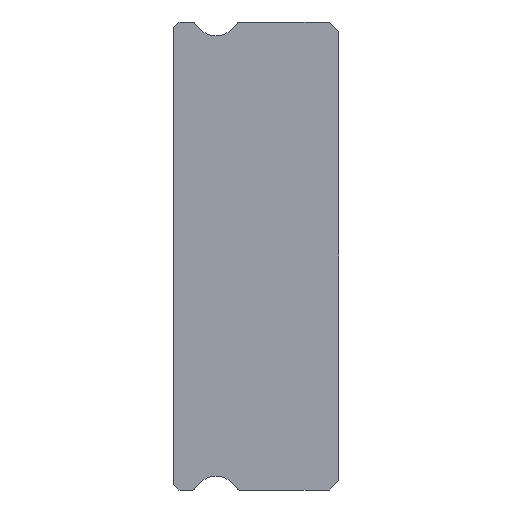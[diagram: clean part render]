
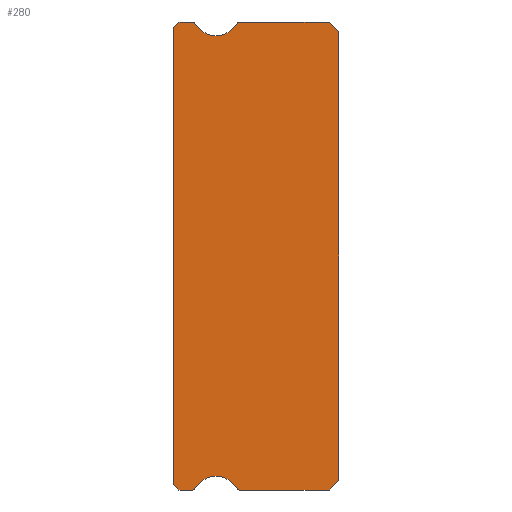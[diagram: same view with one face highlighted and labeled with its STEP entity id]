
A CAD part, left-side view. The second image highlights one B-rep face of the part: STEP entity #280.
In plain terms, the highlighted planar face has unit normal (-1, 0, 0).
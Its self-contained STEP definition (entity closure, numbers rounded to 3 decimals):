
#9 = ORIENTED_EDGE ( 'NONE', *, *, #1113, .F. ) ;
#32 = ORIENTED_EDGE ( 'NONE', *, *, #766, .F. ) ;
#36 = DIRECTION ( 'NONE',  ( 0., 0., -1. ) ) ;
#37 = LINE ( 'NONE', #163, #1777 ) ;
#65 = DIRECTION ( 'NONE',  ( 0., 0., 1. ) ) ;
#76 = CARTESIAN_POINT ( 'NONE',  ( -10., 0., 11.5 ) ) ;
#81 = CARTESIAN_POINT ( 'NONE',  ( -10., 5.217, 11.925 ) ) ;
#91 = CARTESIAN_POINT ( 'NONE',  ( -10., 8.5, 11.7 ) ) ;
#115 = VECTOR ( 'NONE', #1332, 1000. ) ;
#122 = CARTESIAN_POINT ( 'NONE',  ( -10., 5.088, -12. ) ) ;
#150 = ORIENTED_EDGE ( 'NONE', *, *, #1398, .F. ) ;
#163 = CARTESIAN_POINT ( 'NONE',  ( -10., 8.2, 12. ) ) ;
#176 = AXIS2_PLACEMENT_3D ( 'NONE', #1772, #1497, #36 ) ;
#183 = ORIENTED_EDGE ( 'NONE', *, *, #425, .F. ) ;
#185 = CARTESIAN_POINT ( 'NONE',  ( -10., 5.217, -11.925 ) ) ;
#188 = ORIENTED_EDGE ( 'NONE', *, *, #1535, .F. ) ;
#189 = LINE ( 'NONE', #748, #115 ) ;
#209 = CARTESIAN_POINT ( 'NONE',  ( -10., 7.383, 11.925 ) ) ;
#248 = VERTEX_POINT ( 'NONE', #795 ) ;
#264 = LINE ( 'NONE', #1302, #1226 ) ;
#271 = LINE ( 'NONE', #698, #1690 ) ;
#280 = ADVANCED_FACE ( 'NONE', ( #1029 ), #1134, .F. ) ;
#281 = DIRECTION ( 'NONE',  ( 0., 0., -1. ) ) ;
#286 = LINE ( 'NONE', #1913, #1015 ) ;
#309 = CARTESIAN_POINT ( 'NONE',  ( -10., 8.2, -12. ) ) ;
#310 = EDGE_CURVE ( 'NONE', #1528, #1434, #271, .T. ) ;
#312 = DIRECTION ( 'NONE',  ( 0., 0., -1. ) ) ;
#326 = DIRECTION ( 'NONE',  ( 1., 0., 0. ) ) ;
#330 = EDGE_CURVE ( 'NONE', #1146, #914, #361, .T. ) ;
#335 = CARTESIAN_POINT ( 'NONE',  ( -10., 7.383, -11.925 ) ) ;
#361 = CIRCLE ( 'NONE', #1439, 0.15 ) ;
#379 = ORIENTED_EDGE ( 'NONE', *, *, #503, .F. ) ;
#385 = LINE ( 'NONE', #961, #1856 ) ;
#386 = VECTOR ( 'NONE', #1344, 1000. ) ;
#425 = EDGE_CURVE ( 'NONE', #921, #605, #755, .T. ) ;
#438 = CARTESIAN_POINT ( 'NONE',  ( -10., 8.5, 11.85 ) ) ;
#452 = DIRECTION ( 'NONE',  ( 0., 0., -1. ) ) ;
#457 = DIRECTION ( 'NONE',  ( 1., 0., 0. ) ) ;
#467 = VERTEX_POINT ( 'NONE', #81 ) ;
#498 = LINE ( 'NONE', #76, #797 ) ;
#503 = EDGE_CURVE ( 'NONE', #744, #779, #527, .T. ) ;
#522 = ORIENTED_EDGE ( 'NONE', *, *, #1386, .T. ) ;
#525 = AXIS2_PLACEMENT_3D ( 'NONE', #1292, #1581, #1869 ) ;
#527 = CIRCLE ( 'NONE', #525, 1.25 ) ;
#605 = VERTEX_POINT ( 'NONE', #91 ) ;
#629 = CARTESIAN_POINT ( 'NONE',  ( -10., 0.5, -12. ) ) ;
#639 = LINE ( 'NONE', #936, #1343 ) ;
#640 = CARTESIAN_POINT ( 'NONE',  ( -10., 7.512, -12. ) ) ;
#676 = DIRECTION ( 'NONE',  ( 0., 0., -1. ) ) ;
#677 = ORIENTED_EDGE ( 'NONE', *, *, #913, .T. ) ;
#693 = EDGE_CURVE ( 'NONE', #1164, #1729, #639, .T. ) ;
#698 = CARTESIAN_POINT ( 'NONE',  ( -10., 7.512, 12. ) ) ;
#734 = VERTEX_POINT ( 'NONE', #924 ) ;
#741 = DIRECTION ( 'NONE',  ( 0., 0.707, -0.707 ) ) ;
#744 = VERTEX_POINT ( 'NONE', #185 ) ;
#748 = CARTESIAN_POINT ( 'NONE',  ( -10., 8.2, -12. ) ) ;
#755 = LINE ( 'NONE', #438, #974 ) ;
#761 = CARTESIAN_POINT ( 'NONE',  ( -10., 0.5, 12. ) ) ;
#766 = EDGE_CURVE ( 'NONE', #467, #1528, #767, .T. ) ;
#767 = CIRCLE ( 'NONE', #1311, 0.15 ) ;
#770 = CARTESIAN_POINT ( 'NONE',  ( -10., 5.088, 11.85 ) ) ;
#771 = CIRCLE ( 'NONE', #1837, 1.25 ) ;
#779 = VERTEX_POINT ( 'NONE', #335 ) ;
#795 = CARTESIAN_POINT ( 'NONE',  ( -10., 0., -11.5 ) ) ;
#797 = VECTOR ( 'NONE', #65, 1000. ) ;
#800 = CARTESIAN_POINT ( 'NONE',  ( -10., 7.512, -11.85 ) ) ;
#836 = DIRECTION ( 'NONE',  ( 0., 0., -1. ) ) ;
#840 = EDGE_CURVE ( 'NONE', #1127, #1455, #385, .T. ) ;
#845 = EDGE_LOOP ( 'NONE', ( #183, #1615, #1700, #9, #379, #188, #1178, #1340, #677, #150, #1776, #32, #1894, #1170, #1306, #522, #1877 ) ) ;
#913 = EDGE_CURVE ( 'NONE', #248, #1294, #498, .T. ) ;
#914 = VERTEX_POINT ( 'NONE', #209 ) ;
#921 = VERTEX_POINT ( 'NONE', #1686 ) ;
#924 = CARTESIAN_POINT ( 'NONE',  ( -10., 6.3, 11.3 ) ) ;
#928 = CARTESIAN_POINT ( 'NONE',  ( -10., 6.3, 12.55 ) ) ;
#936 = CARTESIAN_POINT ( 'NONE',  ( -10., 7.512, -12. ) ) ;
#959 = VERTEX_POINT ( 'NONE', #1901 ) ;
#961 = CARTESIAN_POINT ( 'NONE',  ( -10., 7.512, -12. ) ) ;
#967 = DIRECTION ( 'NONE',  ( 0., -1., 0. ) ) ;
#974 = VECTOR ( 'NONE', #1037, 1000. ) ;
#987 = EDGE_CURVE ( 'NONE', #248, #1164, #286, .T. ) ;
#1015 = VECTOR ( 'NONE', #741, 1000. ) ;
#1019 = AXIS2_PLACEMENT_3D ( 'NONE', #1403, #1240, #676 ) ;
#1029 = FACE_OUTER_BOUND ( 'NONE', #845, .T. ) ;
#1036 = EDGE_CURVE ( 'NONE', #959, #605, #264, .T. ) ;
#1037 = DIRECTION ( 'NONE',  ( 0., 0., 1. ) ) ;
#1081 = CARTESIAN_POINT ( 'NONE',  ( -10., 7.512, 12. ) ) ;
#1112 = DIRECTION ( 'NONE',  ( 0., 0., -1. ) ) ;
#1113 = EDGE_CURVE ( 'NONE', #779, #1455, #1163, .T. ) ;
#1127 = VERTEX_POINT ( 'NONE', #309 ) ;
#1132 = EDGE_CURVE ( 'NONE', #734, #467, #1836, .T. ) ;
#1134 = PLANE ( 'NONE',  #1508 ) ;
#1146 = VERTEX_POINT ( 'NONE', #1081 ) ;
#1163 = CIRCLE ( 'NONE', #1436, 0.15 ) ;
#1164 = VERTEX_POINT ( 'NONE', #629 ) ;
#1170 = ORIENTED_EDGE ( 'NONE', *, *, #1524, .F. ) ;
#1178 = ORIENTED_EDGE ( 'NONE', *, *, #693, .F. ) ;
#1218 = DIRECTION ( 'NONE',  ( 0., 1., 0. ) ) ;
#1226 = VECTOR ( 'NONE', #1623, 1000. ) ;
#1240 = DIRECTION ( 'NONE',  ( 1., 0., 0. ) ) ;
#1292 = CARTESIAN_POINT ( 'NONE',  ( -10., 6.3, -12.55 ) ) ;
#1294 = VERTEX_POINT ( 'NONE', #1457 ) ;
#1302 = CARTESIAN_POINT ( 'NONE',  ( -10., 8.5, 11.7 ) ) ;
#1306 = ORIENTED_EDGE ( 'NONE', *, *, #330, .F. ) ;
#1311 = AXIS2_PLACEMENT_3D ( 'NONE', #770, #326, #452 ) ;
#1332 = DIRECTION ( 'NONE',  ( 0., -0.707, -0.707 ) ) ;
#1340 = ORIENTED_EDGE ( 'NONE', *, *, #987, .F. ) ;
#1343 = VECTOR ( 'NONE', #1673, 1000. ) ;
#1344 = DIRECTION ( 'NONE',  ( 0., -0.707, -0.707 ) ) ;
#1386 = EDGE_CURVE ( 'NONE', #1146, #959, #37, .T. ) ;
#1398 = EDGE_CURVE ( 'NONE', #1434, #1294, #1509, .T. ) ;
#1403 = CARTESIAN_POINT ( 'NONE',  ( -10., 5.088, -11.85 ) ) ;
#1428 = DIRECTION ( 'NONE',  ( 1., 0., 0. ) ) ;
#1434 = VERTEX_POINT ( 'NONE', #1479 ) ;
#1436 = AXIS2_PLACEMENT_3D ( 'NONE', #800, #457, #312 ) ;
#1439 = AXIS2_PLACEMENT_3D ( 'NONE', #1750, #1428, #836 ) ;
#1455 = VERTEX_POINT ( 'NONE', #640 ) ;
#1457 = CARTESIAN_POINT ( 'NONE',  ( -10., 0., 11.5 ) ) ;
#1479 = CARTESIAN_POINT ( 'NONE',  ( -10., 0.5, 12. ) ) ;
#1497 = DIRECTION ( 'NONE',  ( -1., 0., 0. ) ) ;
#1503 = CIRCLE ( 'NONE', #1019, 0.15 ) ;
#1508 = AXIS2_PLACEMENT_3D ( 'NONE', #1610, #1573, #281 ) ;
#1509 = LINE ( 'NONE', #761, #386 ) ;
#1524 = EDGE_CURVE ( 'NONE', #914, #734, #771, .T. ) ;
#1528 = VERTEX_POINT ( 'NONE', #1534 ) ;
#1534 = CARTESIAN_POINT ( 'NONE',  ( -10., 5.088, 12. ) ) ;
#1535 = EDGE_CURVE ( 'NONE', #1729, #744, #1503, .T. ) ;
#1573 = DIRECTION ( 'NONE',  ( 1., 0., 0. ) ) ;
#1581 = DIRECTION ( 'NONE',  ( -1., 0., 0. ) ) ;
#1610 = CARTESIAN_POINT ( 'NONE',  ( -10., 7.512, 11.85 ) ) ;
#1615 = ORIENTED_EDGE ( 'NONE', *, *, #1840, .T. ) ;
#1623 = DIRECTION ( 'NONE',  ( 0., 0.707, -0.707 ) ) ;
#1636 = DIRECTION ( 'NONE',  ( -1., 0., 0. ) ) ;
#1673 = DIRECTION ( 'NONE',  ( 0., 1., 0. ) ) ;
#1686 = CARTESIAN_POINT ( 'NONE',  ( -10., 8.5, -11.7 ) ) ;
#1690 = VECTOR ( 'NONE', #1858, 1000. ) ;
#1700 = ORIENTED_EDGE ( 'NONE', *, *, #840, .T. ) ;
#1729 = VERTEX_POINT ( 'NONE', #122 ) ;
#1750 = CARTESIAN_POINT ( 'NONE',  ( -10., 7.512, 11.85 ) ) ;
#1772 = CARTESIAN_POINT ( 'NONE',  ( -10., 6.3, 12.55 ) ) ;
#1776 = ORIENTED_EDGE ( 'NONE', *, *, #310, .F. ) ;
#1777 = VECTOR ( 'NONE', #1218, 1000. ) ;
#1836 = CIRCLE ( 'NONE', #176, 1.25 ) ;
#1837 = AXIS2_PLACEMENT_3D ( 'NONE', #928, #1636, #1112 ) ;
#1840 = EDGE_CURVE ( 'NONE', #921, #1127, #189, .T. ) ;
#1856 = VECTOR ( 'NONE', #967, 1000. ) ;
#1858 = DIRECTION ( 'NONE',  ( 0., -1., 0. ) ) ;
#1869 = DIRECTION ( 'NONE',  ( 0., 0., -1. ) ) ;
#1877 = ORIENTED_EDGE ( 'NONE', *, *, #1036, .T. ) ;
#1894 = ORIENTED_EDGE ( 'NONE', *, *, #1132, .F. ) ;
#1901 = CARTESIAN_POINT ( 'NONE',  ( -10., 8.2, 12. ) ) ;
#1913 = CARTESIAN_POINT ( 'NONE',  ( -10., 0., -11.5 ) ) ;
